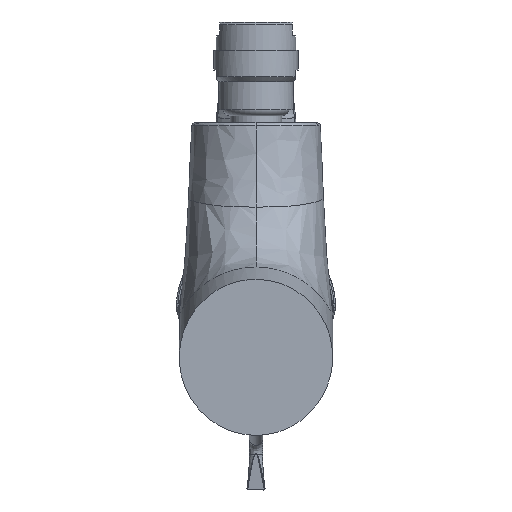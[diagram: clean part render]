
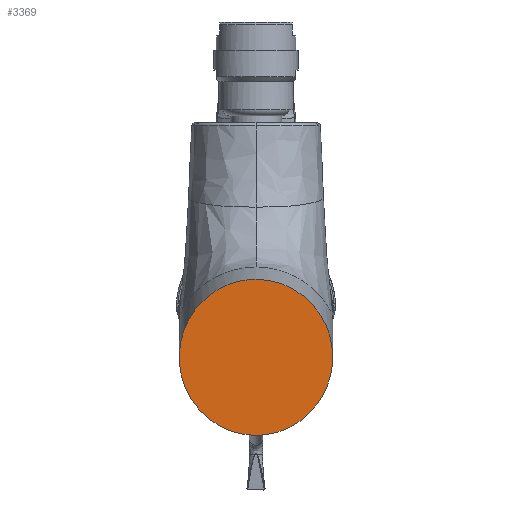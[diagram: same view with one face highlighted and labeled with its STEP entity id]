
A CAD part, front view. The second image highlights one B-rep face of the part: STEP entity #3369.
In plain terms, the highlighted planar face has unit normal (0, -1, 0).
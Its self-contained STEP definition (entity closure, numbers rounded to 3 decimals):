
#904 = CARTESIAN_POINT ( 'NONE',  ( 46.5, 0., -23.609 ) ) ;
#1926 = CARTESIAN_POINT ( 'NONE',  ( -46.5, 0., -23.609 ) ) ;
#2961 = CARTESIAN_POINT ( 'NONE',  ( 0., 0., 23.609 ) ) ;
#3369 = ADVANCED_FACE ( 'NONE', ( #6634 ), #7384, .T. ) ;
#3420 = CARTESIAN_POINT ( 'NONE',  ( 30., 0., 71. ) ) ;
#3774 = EDGE_CURVE ( 'NONE', #3993, #3993, #11031, .T. ) ;
#3993 = VERTEX_POINT ( 'NONE', #4685 ) ;
#4685 = CARTESIAN_POINT ( 'NONE',  ( 0., 0., 23.609 ) ) ;
#6602 = DIRECTION ( 'NONE',  ( 0., 0., -1. ) ) ;
#6634 = FACE_OUTER_BOUND ( 'NONE', #7670, .T. ) ;
#6987 = CARTESIAN_POINT ( 'NONE',  ( 0., 0., 23.609 ) ) ;
#7384 = PLANE ( 'NONE',  #11110 ) ;
#7670 = EDGE_LOOP ( 'NONE', ( #9921 ) ) ;
#8031 = CARTESIAN_POINT ( 'NONE',  ( 0., 0., -23.609 ) ) ;
#9036 = CARTESIAN_POINT ( 'NONE',  ( -46.5, 0., 23.609 ) ) ;
#9921 = ORIENTED_EDGE ( 'NONE', *, *, #3774, .F. ) ;
#11031 =( BOUNDED_CURVE ( )  B_SPLINE_CURVE ( 3, ( #6987, #12750, #904, #8031, #1926, #9036, #2961 ),
 .UNSPECIFIED., .T., .F. ) 
 B_SPLINE_CURVE_WITH_KNOTS ( ( 4, 3, 4 ),
 ( 0., 3.142, 6.283 ),
 .UNSPECIFIED. ) 
 CURVE ( )  GEOMETRIC_REPRESENTATION_ITEM ( )  RATIONAL_B_SPLINE_CURVE ( ( 1., 0.333, 0.333, 1., 0.333, 0.333, 1. ) ) 
 REPRESENTATION_ITEM ( '' )  );
#11110 = AXIS2_PLACEMENT_3D ( 'NONE', #3420, #12356, #6602 ) ;
#12356 = DIRECTION ( 'NONE',  ( 0., -1., 0. ) ) ;
#12750 = CARTESIAN_POINT ( 'NONE',  ( 46.5, 0., 23.609 ) ) ;
